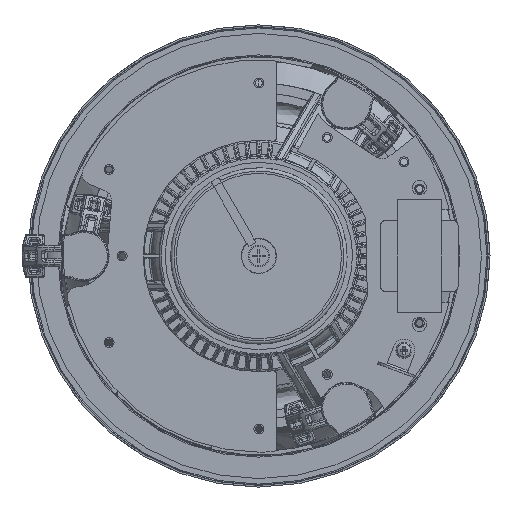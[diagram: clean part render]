
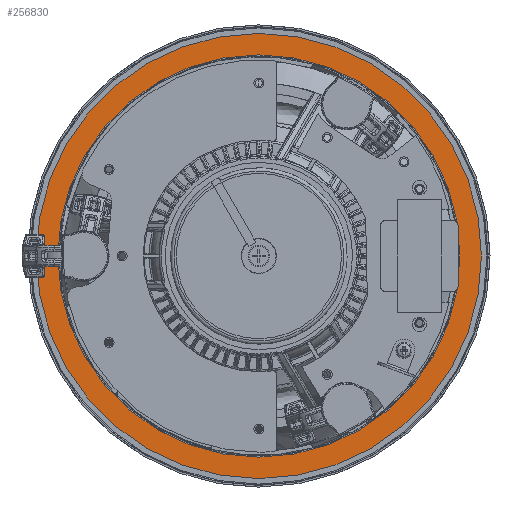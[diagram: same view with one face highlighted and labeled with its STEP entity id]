
A CAD part, front view. The second image highlights one B-rep face of the part: STEP entity #256830.
In plain terms, the highlighted planar face has unit normal (0, -1, 0).
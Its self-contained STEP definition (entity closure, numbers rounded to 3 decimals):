
#7221 = EDGE_CURVE ( 'NONE', #143177, #33432, #119302, .T. ) ;
#9711 = DIRECTION ( 'NONE',  ( 0., -1., 0. ) ) ;
#25625 = AXIS2_PLACEMENT_3D ( 'NONE', #84296, #63745, #147433 ) ;
#31471 = AXIS2_PLACEMENT_3D ( 'NONE', #262671, #158396, #242122 ) ;
#31595 = DIRECTION ( 'NONE',  ( 1., 0., 0. ) ) ;
#33432 = VERTEX_POINT ( 'NONE', #90738 ) ;
#40234 = DIRECTION ( 'NONE',  ( 0., -1., 0. ) ) ;
#51957 = CIRCLE ( 'NONE', #187905, 101. ) ;
#60403 = CIRCLE ( 'NONE', #235716, 101. ) ;
#60859 = CARTESIAN_POINT ( 'NONE',  ( 0., 59.5, 0. ) ) ;
#63745 = DIRECTION ( 'NONE',  ( 0., 1., 0. ) ) ;
#84296 = CARTESIAN_POINT ( 'NONE',  ( 0., 59.5, 0. ) ) ;
#90738 = CARTESIAN_POINT ( 'NONE',  ( -91.25, 59.5, 0. ) ) ;
#94323 = ORIENTED_EDGE ( 'NONE', *, *, #7221, .T. ) ;
#95700 = CIRCLE ( 'NONE', #25625, 91.25 ) ;
#96898 = ORIENTED_EDGE ( 'NONE', *, *, #201948, .T. ) ;
#97344 = VERTEX_POINT ( 'NONE', #135058 ) ;
#98691 = CARTESIAN_POINT ( 'NONE',  ( 0., 59.5, 0. ) ) ;
#102046 = FACE_OUTER_BOUND ( 'NONE', #181770, .T. ) ;
#103372 = CARTESIAN_POINT ( 'NONE',  ( -101., 59.5, 0. ) ) ;
#106179 = AXIS2_PLACEMENT_3D ( 'NONE', #98691, #266108, #186445 ) ;
#119302 = CIRCLE ( 'NONE', #106179, 91.25 ) ;
#121733 = CARTESIAN_POINT ( 'NONE',  ( 91.25, 59.5, 0. ) ) ;
#123901 = DIRECTION ( 'NONE',  ( 1., 0., 0. ) ) ;
#135058 = CARTESIAN_POINT ( 'NONE',  ( 101., 59.5, 0. ) ) ;
#138171 = ORIENTED_EDGE ( 'NONE', *, *, #180185, .T. ) ;
#140517 = PLANE ( 'NONE',  #31471 ) ;
#143177 = VERTEX_POINT ( 'NONE', #121733 ) ;
#147433 = DIRECTION ( 'NONE',  ( 1., 0., 0. ) ) ;
#158396 = DIRECTION ( 'NONE',  ( 0., -1., 0. ) ) ;
#180185 = EDGE_CURVE ( 'NONE', #97344, #263656, #60403, .T. ) ;
#181770 = EDGE_LOOP ( 'NONE', ( #138171, #96898 ) ) ;
#186445 = DIRECTION ( 'NONE',  ( 1., 0., 0. ) ) ;
#187905 = AXIS2_PLACEMENT_3D ( 'NONE', #216858, #9711, #31595 ) ;
#201948 = EDGE_CURVE ( 'NONE', #263656, #97344, #51957, .T. ) ;
#216858 = CARTESIAN_POINT ( 'NONE',  ( 0., 59.5, 0. ) ) ;
#224838 = EDGE_LOOP ( 'NONE', ( #94323, #256624 ) ) ;
#235716 = AXIS2_PLACEMENT_3D ( 'NONE', #60859, #40234, #123901 ) ;
#242122 = DIRECTION ( 'NONE',  ( -1., 0., 0. ) ) ;
#244853 = FACE_BOUND ( 'NONE', #224838, .T. ) ;
#254890 = EDGE_CURVE ( 'NONE', #33432, #143177, #95700, .T. ) ;
#256624 = ORIENTED_EDGE ( 'NONE', *, *, #254890, .T. ) ;
#256830 = ADVANCED_FACE ( 'NONE', ( #244853, #102046 ), #140517, .T. ) ;
#262671 = CARTESIAN_POINT ( 'NONE',  ( 0., 59.5, 0. ) ) ;
#263656 = VERTEX_POINT ( 'NONE', #103372 ) ;
#266108 = DIRECTION ( 'NONE',  ( 0., 1., 0. ) ) ;
